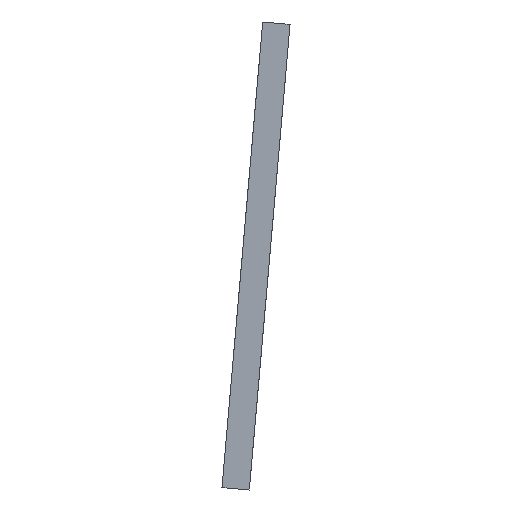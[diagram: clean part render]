
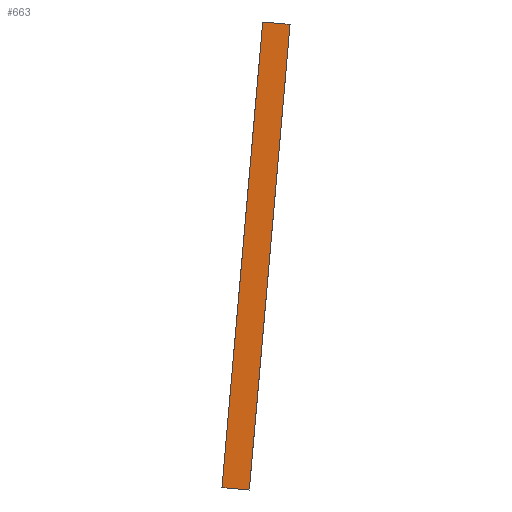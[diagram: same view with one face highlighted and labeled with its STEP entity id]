
A CAD part, left-side view. The second image highlights one B-rep face of the part: STEP entity #663.
In plain terms, the highlighted planar face has unit normal (-1, 0, 0).
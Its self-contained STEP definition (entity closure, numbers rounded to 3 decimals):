
#73=FACE_OUTER_BOUND('',#107,.T.);
#107=EDGE_LOOP('',(#457,#458,#459,#460));
#154=LINE('',#971,#222);
#160=LINE('',#983,#228);
#161=LINE('',#985,#229);
#162=LINE('',#986,#230);
#222=VECTOR('',#776,10.);
#228=VECTOR('',#784,10.);
#229=VECTOR('',#787,10.);
#230=VECTOR('',#788,10.);
#290=VERTEX_POINT('',#968);
#291=VERTEX_POINT('',#970);
#293=VERTEX_POINT('',#976);
#296=VERTEX_POINT('',#981);
#354=EDGE_CURVE('',#290,#291,#154,.T.);
#360=EDGE_CURVE('',#296,#293,#160,.T.);
#361=EDGE_CURVE('',#293,#290,#161,.T.);
#362=EDGE_CURVE('',#291,#296,#162,.T.);
#457=ORIENTED_EDGE('',*,*,#361,.F.);
#458=ORIENTED_EDGE('',*,*,#360,.F.);
#459=ORIENTED_EDGE('',*,*,#362,.F.);
#460=ORIENTED_EDGE('',*,*,#354,.F.);
#643=PLANE('',#711);
#663=ADVANCED_FACE('',(#73),#643,.T.);
#711=AXIS2_PLACEMENT_3D('',#984,#785,#786);
#776=DIRECTION('',(0.,0.996,0.087));
#784=DIRECTION('',(0.,-0.996,-0.087));
#785=DIRECTION('center_axis',(-1.,0.,0.));
#786=DIRECTION('ref_axis',(0.,0.,1.));
#787=DIRECTION('',(0.,0.087,-0.996));
#788=DIRECTION('',(0.,-0.087,0.996));
#968=CARTESIAN_POINT('',(-20.116,54.464,-27.552));
#970=CARTESIAN_POINT('',(-20.116,56.456,-27.378));
#971=CARTESIAN_POINT('',(-20.116,54.464,-27.552));
#976=CARTESIAN_POINT('',(-20.116,51.497,6.358));
#981=CARTESIAN_POINT('',(-20.116,53.489,6.532));
#983=CARTESIAN_POINT('',(-20.116,51.497,6.358));
#984=CARTESIAN_POINT('Origin',(-20.116,54.35,-26.257));
#985=CARTESIAN_POINT('',(-20.116,54.455,-27.453));
#986=CARTESIAN_POINT('',(-20.116,53.498,6.432));
